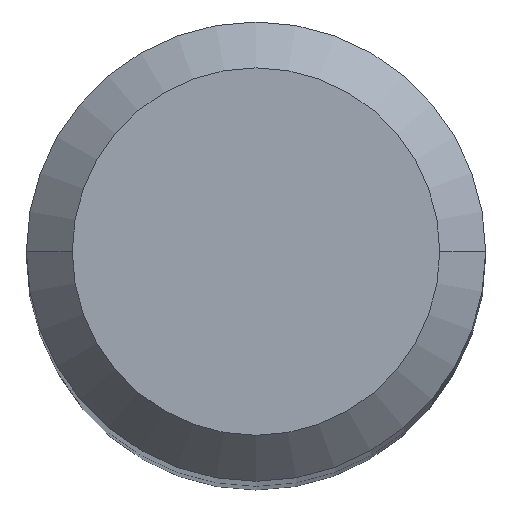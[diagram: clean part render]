
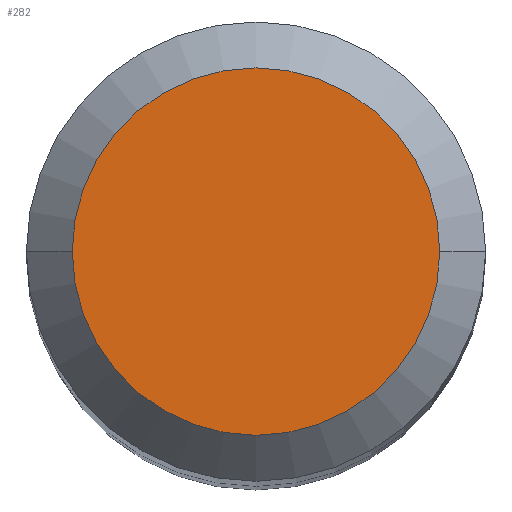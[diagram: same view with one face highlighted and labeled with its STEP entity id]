
A CAD part, top view. The second image highlights one B-rep face of the part: STEP entity #282.
In plain terms, the highlighted planar face has unit normal (0, 0, 1).
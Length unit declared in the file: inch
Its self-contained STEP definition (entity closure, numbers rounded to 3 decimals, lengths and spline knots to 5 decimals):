
#28 = CIRCLE ( 'NONE', #174, 0.09448 ) ;
#52 = DIRECTION ( 'NONE',  ( 0., 0., 1. ) ) ;
#83 = FACE_OUTER_BOUND ( 'NONE', #96, .T. ) ;
#90 = ORIENTED_EDGE ( 'NONE', *, *, #320, .T. ) ;
#96 = EDGE_LOOP ( 'NONE', ( #479, #90 ) ) ;
#129 = EDGE_CURVE ( 'NONE', #167, #214, #28, .T. ) ;
#159 = DIRECTION ( 'NONE',  ( 0., 0., -1. ) ) ;
#167 = VERTEX_POINT ( 'NONE', #168 ) ;
#168 = CARTESIAN_POINT ( 'NONE',  ( -0.09448, 0., 0. ) ) ;
#170 = CIRCLE ( 'NONE', #442, 0.09448 ) ;
#174 = AXIS2_PLACEMENT_3D ( 'NONE', #315, #467, #427 ) ;
#180 = AXIS2_PLACEMENT_3D ( 'NONE', #488, #159, #230 ) ;
#186 = CARTESIAN_POINT ( 'NONE',  ( 0.09448, 0., 0. ) ) ;
#214 = VERTEX_POINT ( 'NONE', #186 ) ;
#230 = DIRECTION ( 'NONE',  ( -1., 0., 0. ) ) ;
#280 = DIRECTION ( 'NONE',  ( 1., 0., 0. ) ) ;
#282 = ADVANCED_FACE ( 'NONE', ( #83 ), #342, .F. ) ;
#315 = CARTESIAN_POINT ( 'NONE',  ( 0., 0., 0. ) ) ;
#320 = EDGE_CURVE ( 'NONE', #214, #167, #170, .T. ) ;
#342 = PLANE ( 'NONE',  #180 ) ;
#427 = DIRECTION ( 'NONE',  ( 1., 0., 0. ) ) ;
#432 = CARTESIAN_POINT ( 'NONE',  ( 0., 0., 0. ) ) ;
#442 = AXIS2_PLACEMENT_3D ( 'NONE', #432, #52, #280 ) ;
#467 = DIRECTION ( 'NONE',  ( 0., 0., 1. ) ) ;
#479 = ORIENTED_EDGE ( 'NONE', *, *, #129, .T. ) ;
#488 = CARTESIAN_POINT ( 'NONE',  ( 0., 0., 0. ) ) ;
